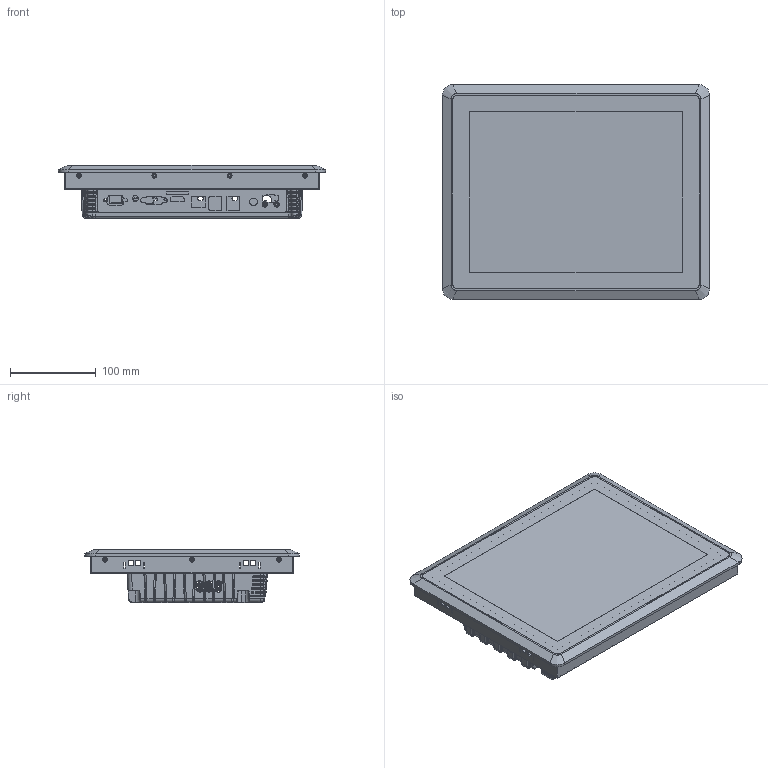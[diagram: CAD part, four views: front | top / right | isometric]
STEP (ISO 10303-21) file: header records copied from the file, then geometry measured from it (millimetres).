
FILE_DESCRIPTION((''),'2;1');
FILE_NAME('0-12INCH_CTX_ASM_159_ASM','2024-06-11T16:46:12',('Administrator'),(''),'CREO PARAMETRIC BY PTC INC, 2022164','CREO PARAMETRIC BY PTC INC, 2022164','');
FILE_SCHEMA(('AUTOMOTIVE_DESIGN { 1 0 10303 214 1 1 1 1 }'));
Products named in the file (14): 12INCH0001_29; TP_36_003_1000077_40; FRONT_PART_12INCH_CTX_ASM_18_ASM; MEDIUM_PANEL_12_CTX_28; MEDIUM_PANEL_12_CTX_ASM_26_ASM; UP_IO_PANEL__12_CT0002_22; BSO-M3-3_1; UP_IO_PANEL__12_CT0001_ASM_30_ASM; DOWN_IO_PANEL_CX-J1900_10; CLS-M2-1_6; DOWN_IO_PANEL_CX-J1900_ASM_6_ASM; 10_1T00001_4; X86_CX_J1900_PART_ASM_5_ASM; 0-12INCH_CTX_ASM_159_ASM
Assembly tree (14 placements, depth 4):
  0-12INCH_CTX_ASM_159_ASM
    FRONT_PART_12INCH_CTX_ASM_18_ASM
      12INCH0001_29
      TP_36_003_1000077_40
    X86_CX_J1900_PART_ASM_5_ASM
      MEDIUM_PANEL_12_CTX_ASM_26_ASM
        MEDIUM_PANEL_12_CTX_28
      UP_IO_PANEL__12_CT0001_ASM_30_ASM
        UP_IO_PANEL__12_CT0002_22
        BSO-M3-3_1
      DOWN_IO_PANEL_CX-J1900_ASM_6_ASM
        DOWN_IO_PANEL_CX-J1900_10
        CLS-M2-1_6  x2
      10_1T00001_4
Bounding box: 312.3 x 250.8 x 62 mm (x, y, z)
Volume: 637179.9 mm3; surface area: 557637.2 mm2
Topology: 9 solids, 11 shells, 3348 faces, 8565 edges, 5239 vertices
Faces by surface type: cylinder 1244, plane 1093, bspline 405, torus 369, cone 214, sphere 20, extrusion 3
Entity records: 153559 total; most frequent: CARTESIAN_POINT 52741, ORIENTED_EDGE 16926, DIRECTION 15440, EDGE_CURVE 8467, AXIS2_PLACEMENT_3D 5573, VERTEX_POINT 5221, VECTOR 4294, LINE 4291
